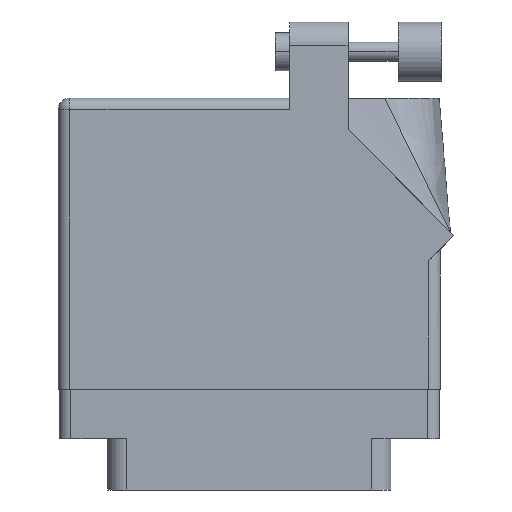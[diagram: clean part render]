
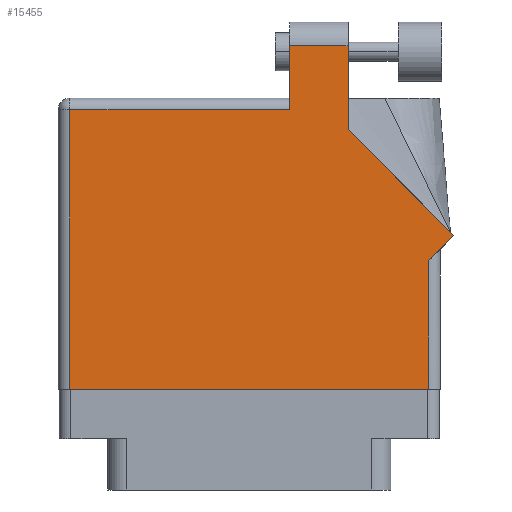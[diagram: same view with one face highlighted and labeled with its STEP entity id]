
A CAD part, front view. The second image highlights one B-rep face of the part: STEP entity #15455.
In plain terms, the highlighted face is planar.
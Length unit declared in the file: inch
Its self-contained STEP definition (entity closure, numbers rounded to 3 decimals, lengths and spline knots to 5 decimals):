
#764 = DIRECTION ( 'NONE',  ( 1., 0., 0. ) ) ;
#1719 = VERTEX_POINT ( 'NONE', #6541 ) ;
#2267 = ORIENTED_EDGE ( 'NONE', *, *, #16423, .T. ) ;
#3094 = CARTESIAN_POINT ( 'NONE',  ( 1.948, 0.675, 0. ) ) ;
#4002 = AXIS2_PLACEMENT_3D ( 'NONE', #22373, #28424, #10320 ) ;
#4206 = DIRECTION ( 'NONE',  ( -1., 0., 0. ) ) ;
#4685 = LINE ( 'NONE', #13636, #31106 ) ;
#4766 = VECTOR ( 'NONE', #764, 39.37008 ) ;
#6265 = CARTESIAN_POINT ( 'NONE',  ( 1.217, 1.805, 0. ) ) ;
#6541 = CARTESIAN_POINT ( 'NONE',  ( 1.524, 1.805, 0. ) ) ;
#6916 = VECTOR ( 'NONE', #34498, 39.37008 ) ;
#7544 = EDGE_CURVE ( 'NONE', #19592, #29910, #4685, .T. ) ;
#9732 = VECTOR ( 'NONE', #17337, 39.37008 ) ;
#10320 = DIRECTION ( 'NONE',  ( -1., 0., 0. ) ) ;
#10696 = LINE ( 'NONE', #23549, #9732 ) ;
#10776 = CARTESIAN_POINT ( 'NONE',  ( 1.524, 1.36442, 0. ) ) ;
#11171 = LINE ( 'NONE', #37944, #6916 ) ;
#11278 = VERTEX_POINT ( 'NONE', #23232 ) ;
#11394 = ORIENTED_EDGE ( 'NONE', *, *, #14007, .T. ) ;
#11461 = FACE_OUTER_BOUND ( 'NONE', #12673, .T. ) ;
#12091 = ORIENTED_EDGE ( 'NONE', *, *, #29237, .T. ) ;
#12506 = VECTOR ( 'NONE', #4206, 39.37008 ) ;
#12673 = EDGE_LOOP ( 'NONE', ( #19205, #23462, #35383, #11394, #12091, #2267, #24156, #15950, #37173 ) ) ;
#12766 = LINE ( 'NONE', #18852, #4766 ) ;
#13636 = CARTESIAN_POINT ( 'NONE',  ( 1.948, 0.737, 0. ) ) ;
#13914 = CARTESIAN_POINT ( 'NONE',  ( 1.524, 1.36442, 0. ) ) ;
#14007 = EDGE_CURVE ( 'NONE', #11278, #34660, #20590, .T. ) ;
#14365 = VECTOR ( 'NONE', #21760, 39.37008 ) ;
#14834 = CARTESIAN_POINT ( 'NONE',  ( 0.062, 0., 0. ) ) ;
#15455 = ADVANCED_FACE ( 'NONE', ( #11461 ), #26492, .F. ) ;
#15950 = ORIENTED_EDGE ( 'NONE', *, *, #29644, .T. ) ;
#16423 = EDGE_CURVE ( 'NONE', #29813, #19592, #12766, .T. ) ;
#17337 = DIRECTION ( 'NONE',  ( 0., -1., 0. ) ) ;
#18063 = VECTOR ( 'NONE', #38891, 39.37008 ) ;
#18724 = LINE ( 'NONE', #13914, #22538 ) ;
#18852 = CARTESIAN_POINT ( 'NONE',  ( 0., 0., 0. ) ) ;
#19205 = ORIENTED_EDGE ( 'NONE', *, *, #22424, .T. ) ;
#19592 = VERTEX_POINT ( 'NONE', #20308 ) ;
#20209 = CARTESIAN_POINT ( 'NONE',  ( 1.217, 1.805, 0. ) ) ;
#20308 = CARTESIAN_POINT ( 'NONE',  ( 1.948, 0., 0. ) ) ;
#20590 = LINE ( 'NONE', #31940, #12506 ) ;
#21760 = DIRECTION ( 'NONE',  ( 0., -1., 0. ) ) ;
#22373 = CARTESIAN_POINT ( 'NONE',  ( 0., 1.53, 0. ) ) ;
#22424 = EDGE_CURVE ( 'NONE', #31719, #1719, #18724, .T. ) ;
#22497 = EDGE_CURVE ( 'NONE', #28605, #11278, #10696, .T. ) ;
#22538 = VECTOR ( 'NONE', #31870, 39.37008 ) ;
#23232 = CARTESIAN_POINT ( 'NONE',  ( 1.217, 1.468, 0. ) ) ;
#23462 = ORIENTED_EDGE ( 'NONE', *, *, #25240, .T. ) ;
#23549 = CARTESIAN_POINT ( 'NONE',  ( 1.217, 1.53, 0. ) ) ;
#24105 = DIRECTION ( 'NONE',  ( -1., 0., 0. ) ) ;
#24156 = ORIENTED_EDGE ( 'NONE', *, *, #7544, .T. ) ;
#24989 = CARTESIAN_POINT ( 'NONE',  ( 0.062, 1.468, 0. ) ) ;
#25240 = EDGE_CURVE ( 'NONE', #1719, #28605, #32757, .T. ) ;
#26492 = PLANE ( 'NONE',  #4002 ) ;
#28424 = DIRECTION ( 'NONE',  ( 0., 0., -1. ) ) ;
#28605 = VERTEX_POINT ( 'NONE', #20209 ) ;
#29237 = EDGE_CURVE ( 'NONE', #34660, #29813, #34697, .T. ) ;
#29644 = EDGE_CURVE ( 'NONE', #29910, #31929, #32259, .T. ) ;
#29813 = VERTEX_POINT ( 'NONE', #14834 ) ;
#29910 = VERTEX_POINT ( 'NONE', #3094 ) ;
#30595 = CARTESIAN_POINT ( 'NONE',  ( 0.062, 0., 0. ) ) ;
#31106 = VECTOR ( 'NONE', #31721, 39.37008 ) ;
#31719 = VERTEX_POINT ( 'NONE', #10776 ) ;
#31721 = DIRECTION ( 'NONE',  ( 0., 1., 0. ) ) ;
#31870 = DIRECTION ( 'NONE',  ( 0., 1., 0. ) ) ;
#31929 = VERTEX_POINT ( 'NONE', #38620 ) ;
#31940 = CARTESIAN_POINT ( 'NONE',  ( 0., 1.468, 0. ) ) ;
#32259 = LINE ( 'NONE', #32569, #18063 ) ;
#32569 = CARTESIAN_POINT ( 'NONE',  ( 2.01, 0.737, 0. ) ) ;
#32757 = LINE ( 'NONE', #6265, #35158 ) ;
#34498 = DIRECTION ( 'NONE',  ( -0.707, 0.707, 0. ) ) ;
#34660 = VERTEX_POINT ( 'NONE', #24989 ) ;
#34689 = EDGE_CURVE ( 'NONE', #31929, #31719, #11171, .T. ) ;
#34697 = LINE ( 'NONE', #30595, #14365 ) ;
#35158 = VECTOR ( 'NONE', #24105, 39.37008 ) ;
#35383 = ORIENTED_EDGE ( 'NONE', *, *, #22497, .T. ) ;
#37173 = ORIENTED_EDGE ( 'NONE', *, *, #34689, .T. ) ;
#37944 = CARTESIAN_POINT ( 'NONE',  ( 2.08071, 0.80771, 0. ) ) ;
#38620 = CARTESIAN_POINT ( 'NONE',  ( 2.08071, 0.80771, 0. ) ) ;
#38891 = DIRECTION ( 'NONE',  ( 0.707, 0.707, 0. ) ) ;
